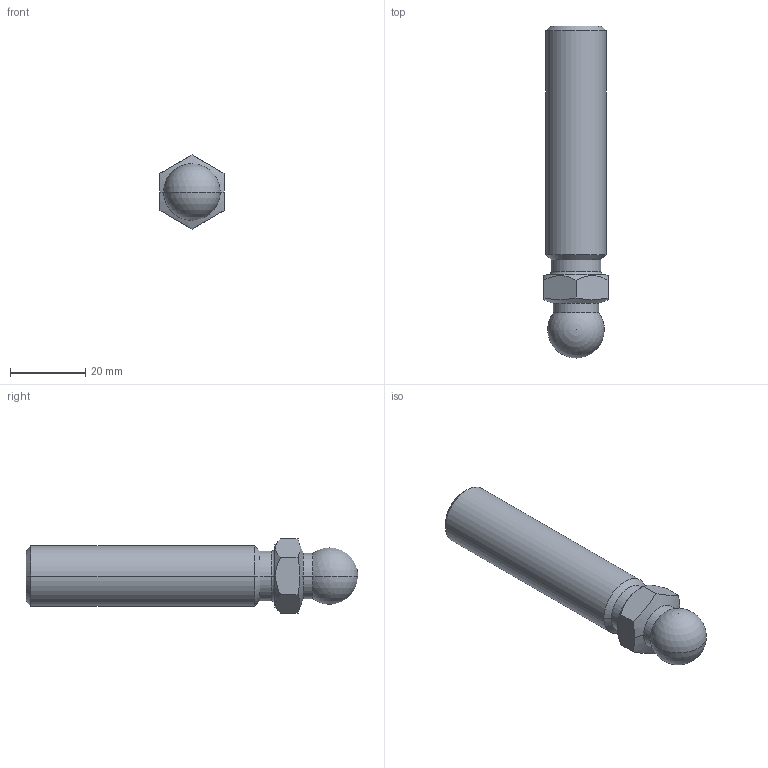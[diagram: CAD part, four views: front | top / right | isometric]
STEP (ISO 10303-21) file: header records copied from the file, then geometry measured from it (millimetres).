
FILE_DESCRIPTION (( 'STEP AP214' ), '1' );
FILE_NAME ('403537228.STEP', '2014-02-12T10:41:19', ( '' ), ( '' ), 'SwSTEP 2.0', 'SolidWorks 2014', '' );
FILE_SCHEMA (( 'AUTOMOTIVE_DESIGN' ));
Length unit declared in the file: millimetre
Products named in the file (1): 403537228
Bounding box: 17 x 88 x 19.63 mm (x, y, z)
Volume: 16589.3 mm3; surface area: 4722.8 mm2
Topology: 1 solids, 1 shells, 26 faces, 63 edges, 38 vertices
Faces by surface type: cone 8, plane 8, cylinder 6, sphere 2, torus 2
Entity records: 868 total; most frequent: CARTESIAN_POINT 248, DIRECTION 118, ORIENTED_EDGE 116, EDGE_CURVE 58, AXIS2_PLACEMENT_3D 49, VERTEX_POINT 35, EDGE_LOOP 27, ADVANCED_FACE 26
